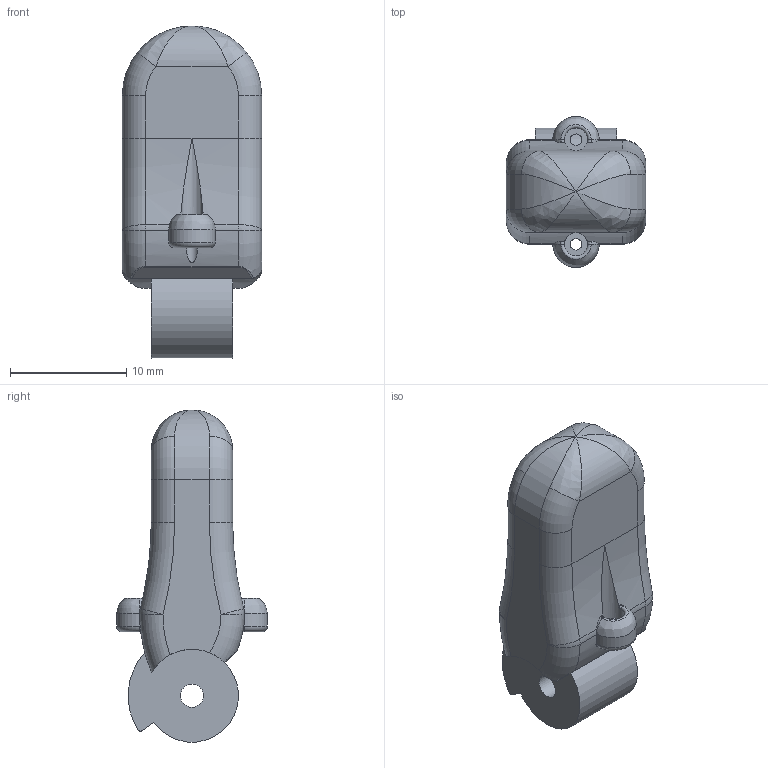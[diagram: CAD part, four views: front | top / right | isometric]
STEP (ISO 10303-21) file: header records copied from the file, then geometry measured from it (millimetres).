
FILE_DESCRIPTION(/* description */ (''),/* implementation_level */ '2;1');
FILE_NAME(/* name */ 'Distal Phalanx II.step',/* time_stamp */ '2022-08-07T18:08:04+01:00',/* author */ (''),/* organization */ (''),/* preprocessor_version */ 'ST-DEVELOPER v18.1',/* originating_system */ 'Autodesk Translation Framework v10.10.0.1391',/* authorisation */ '');
FILE_SCHEMA (('AUTOMOTIVE_DESIGN { 1 0 10303 214 3 1 1 }'));
Length unit declared in the file: millimetre
Products named in the file (1): Distal Phalanx II
Bounding box: 12 x 13 x 28.58 mm (x, y, z)
Volume: 1691.7 mm3; surface area: 1599.8 mm2
Topology: 1 solids, 4 shells, 125 faces, 309 edges, 186 vertices
Faces by surface type: cylinder 59, plane 30, torus 16, bspline 16, sphere 4
Full cylindrical faces by diameter (mm): 1 x2, 2 x3
Entity records: 4551 total; most frequent: CARTESIAN_POINT 1681, ORIENTED_EDGE 610, DIRECTION 567, EDGE_CURVE 305, AXIS2_PLACEMENT_3D 236, VERTEX_POINT 186, EDGE_LOOP 129, CIRCLE 126
